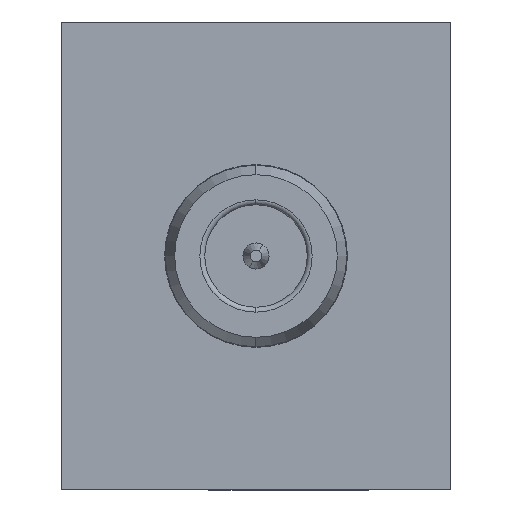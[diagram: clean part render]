
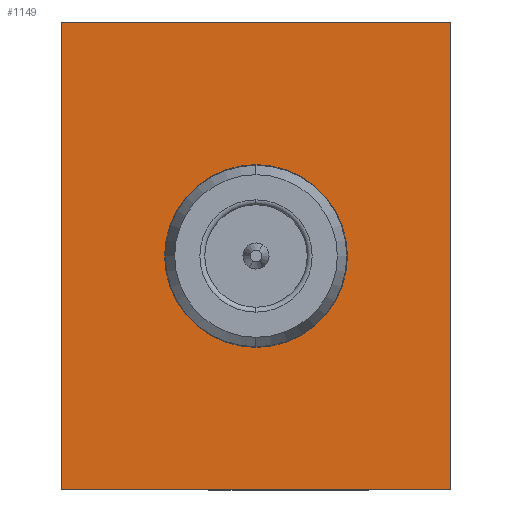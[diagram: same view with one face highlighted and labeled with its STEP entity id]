
A CAD part, left-side view. The second image highlights one B-rep face of the part: STEP entity #1149.
In plain terms, the highlighted planar face has unit normal (-1, 0, 0).
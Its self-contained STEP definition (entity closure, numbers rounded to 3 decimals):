
#16 = ORIENTED_EDGE ( 'NONE', *, *, #309, .T. ) ;
#30 = CARTESIAN_POINT ( 'NONE',  ( 5.9, 0., 0. ) ) ;
#32 = VERTEX_POINT ( 'NONE', #2475 ) ;
#132 = LINE ( 'NONE', #1076, #1557 ) ;
#176 = PLANE ( 'NONE',  #2589 ) ;
#239 = VERTEX_POINT ( 'NONE', #1138 ) ;
#294 = EDGE_CURVE ( 'NONE', #1166, #2198, #739, .T. ) ;
#309 = EDGE_CURVE ( 'NONE', #32, #2349, #1162, .T. ) ;
#368 = CARTESIAN_POINT ( 'NONE',  ( 5.9, 1.855, 0. ) ) ;
#429 = CIRCLE ( 'NONE', #1896, 1.855 ) ;
#431 = ORIENTED_EDGE ( 'NONE', *, *, #294, .F. ) ;
#439 = EDGE_CURVE ( 'NONE', #2198, #1166, #429, .T. ) ;
#470 = CARTESIAN_POINT ( 'NONE',  ( 5.9, 0., -1.855 ) ) ;
#483 = DIRECTION ( 'NONE',  ( 0., -1., 0. ) ) ;
#488 = DIRECTION ( 'NONE',  ( 0., 0., 1. ) ) ;
#514 = EDGE_CURVE ( 'NONE', #2349, #239, #1302, .T. ) ;
#543 = CARTESIAN_POINT ( 'NONE',  ( 5.9, 3.95, -4.75 ) ) ;
#572 = VECTOR ( 'NONE', #2283, 1000. ) ;
#573 = LINE ( 'NONE', #1893, #572 ) ;
#648 = CARTESIAN_POINT ( 'NONE',  ( 5.9, 3.95, 4.75 ) ) ;
#739 = CIRCLE ( 'NONE', #1201, 1.855 ) ;
#783 = ORIENTED_EDGE ( 'NONE', *, *, #802, .T. ) ;
#802 = EDGE_CURVE ( 'NONE', #1328, #32, #573, .T. ) ;
#826 = EDGE_LOOP ( 'NONE', ( #1697, #2042, #783, #16 ) ) ;
#960 = ORIENTED_EDGE ( 'NONE', *, *, #439, .F. ) ;
#1033 = DIRECTION ( 'NONE',  ( 1., 0., 0. ) ) ;
#1035 = VECTOR ( 'NONE', #483, 1000. ) ;
#1076 = CARTESIAN_POINT ( 'NONE',  ( 5.9, -3.95, 4.75 ) ) ;
#1115 = VECTOR ( 'NONE', #1792, 1000. ) ;
#1138 = CARTESIAN_POINT ( 'NONE',  ( 5.9, -3.95, -4.75 ) ) ;
#1149 = ADVANCED_FACE ( 'NONE', ( #1512, #1984 ), #176, .F. ) ;
#1162 = LINE ( 'NONE', #648, #1115 ) ;
#1166 = VERTEX_POINT ( 'NONE', #470 ) ;
#1201 = AXIS2_PLACEMENT_3D ( 'NONE', #1762, #2094, #2114 ) ;
#1302 = LINE ( 'NONE', #1345, #1035 ) ;
#1328 = VERTEX_POINT ( 'NONE', #1747 ) ;
#1345 = CARTESIAN_POINT ( 'NONE',  ( 5.9, -3.95, -4.75 ) ) ;
#1512 = FACE_BOUND ( 'NONE', #2736, .T. ) ;
#1557 = VECTOR ( 'NONE', #488, 1000. ) ;
#1697 = ORIENTED_EDGE ( 'NONE', *, *, #514, .T. ) ;
#1723 = EDGE_CURVE ( 'NONE', #239, #1328, #132, .T. ) ;
#1747 = CARTESIAN_POINT ( 'NONE',  ( 5.9, -3.95, 4.75 ) ) ;
#1762 = CARTESIAN_POINT ( 'NONE',  ( 5.9, 0., 0. ) ) ;
#1789 = CARTESIAN_POINT ( 'NONE',  ( 5.9, 0., 1.855 ) ) ;
#1792 = DIRECTION ( 'NONE',  ( 0., 0., -1. ) ) ;
#1893 = CARTESIAN_POINT ( 'NONE',  ( 5.9, -3.95, 4.75 ) ) ;
#1896 = AXIS2_PLACEMENT_3D ( 'NONE', #30, #1990, #2084 ) ;
#1984 = FACE_OUTER_BOUND ( 'NONE', #826, .T. ) ;
#1990 = DIRECTION ( 'NONE',  ( -1., 0., 0. ) ) ;
#2042 = ORIENTED_EDGE ( 'NONE', *, *, #1723, .T. ) ;
#2084 = DIRECTION ( 'NONE',  ( 0., 0., 1. ) ) ;
#2094 = DIRECTION ( 'NONE',  ( -1., 0., 0. ) ) ;
#2114 = DIRECTION ( 'NONE',  ( 0., 0., 1. ) ) ;
#2198 = VERTEX_POINT ( 'NONE', #1789 ) ;
#2283 = DIRECTION ( 'NONE',  ( 0., 1., 0. ) ) ;
#2349 = VERTEX_POINT ( 'NONE', #543 ) ;
#2475 = CARTESIAN_POINT ( 'NONE',  ( 5.9, 3.95, 4.75 ) ) ;
#2535 = DIRECTION ( 'NONE',  ( 0., 0., -1. ) ) ;
#2589 = AXIS2_PLACEMENT_3D ( 'NONE', #368, #1033, #2535 ) ;
#2736 = EDGE_LOOP ( 'NONE', ( #960, #431 ) ) ;
